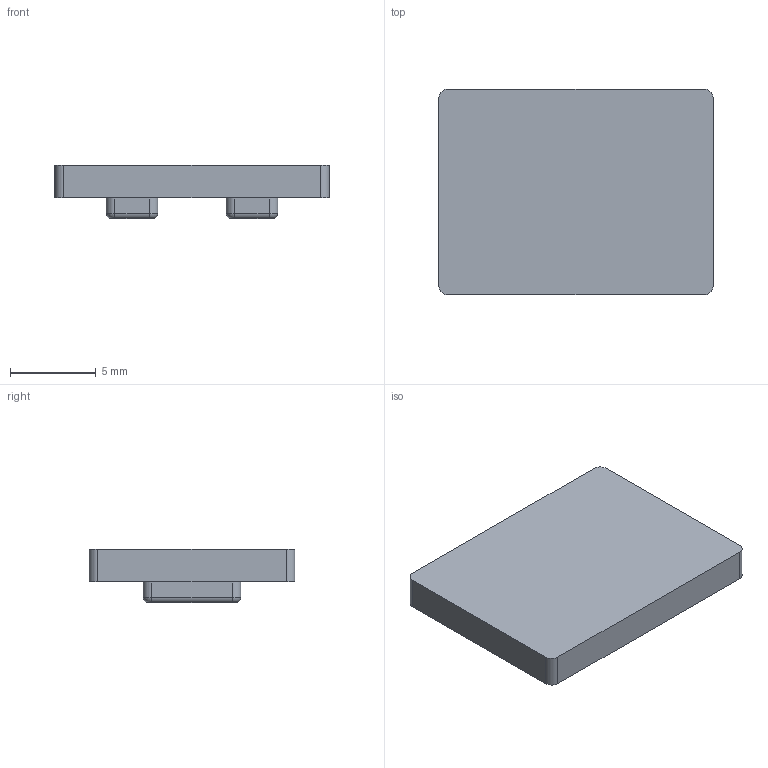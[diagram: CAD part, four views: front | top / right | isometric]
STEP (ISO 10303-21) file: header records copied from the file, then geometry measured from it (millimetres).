
FILE_DESCRIPTION (( 'STEP AP203' ), '1' );
FILE_NAME ('80570-GU.STEP', '2019-12-04T12:44:34', ( '' ), ( '' ), 'SwSTEP 2.0', 'SolidWorks 2015', '' );
FILE_SCHEMA (( 'CONFIG_CONTROL_DESIGN' ));
Length unit declared in the file: millimetre
Products named in the file (2): 80570-GU
Bounding box: 16 x 12 x 3.1 mm (x, y, z)
Volume: 404.3 mm3; surface area: 525.6 mm2
Topology: 1 solids, 1 shells, 254 faces, 665 edges, 438 vertices
Faces by surface type: plane 119, bspline 107, cylinder 20, torus 8
Entity records: 13974 total; most frequent: CARTESIAN_POINT 8258, ORIENTED_EDGE 1330, DIRECTION 797, EDGE_CURVE 665, VERTEX_POINT 438, LINE 403, VECTOR 403, EDGE_LOOP 279
